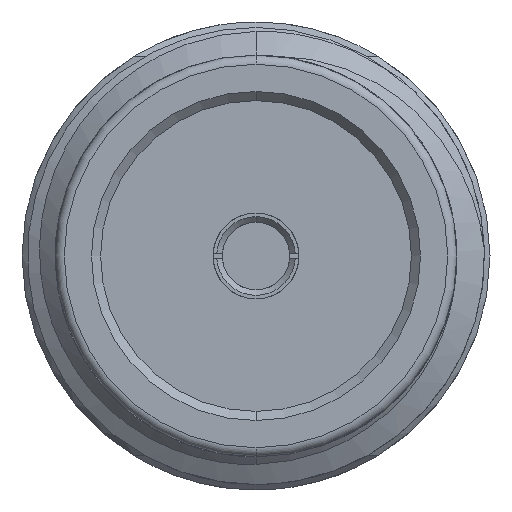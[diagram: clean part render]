
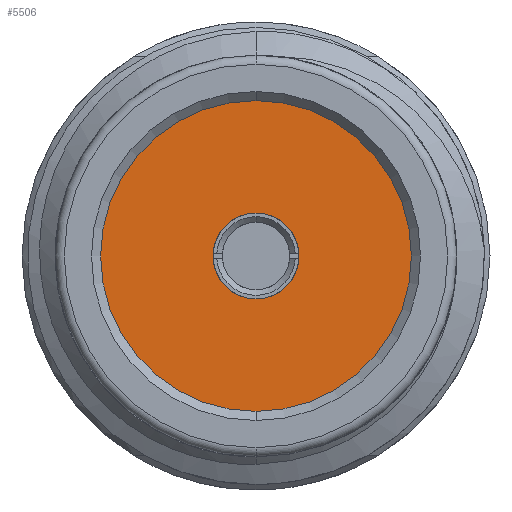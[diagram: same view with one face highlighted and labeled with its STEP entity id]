
A CAD part, left-side view. The second image highlights one B-rep face of the part: STEP entity #5506.
In plain terms, the highlighted planar face has unit normal (-1, 0, 0).
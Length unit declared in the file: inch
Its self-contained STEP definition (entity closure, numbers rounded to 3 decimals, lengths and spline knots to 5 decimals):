
#20 = EDGE_CURVE ( 'NONE', #3692, #4517, #1119, .T. ) ;
#143 = DIRECTION ( 'NONE',  ( 0., 0., 1. ) ) ;
#346 = CARTESIAN_POINT ( 'NONE',  ( 0.1065, 0., -0.085 ) ) ;
#387 = DIRECTION ( 'NONE',  ( -1., 0., 0. ) ) ;
#511 = DIRECTION ( 'NONE',  ( 0., 0., 1. ) ) ;
#678 = VERTEX_POINT ( 'NONE', #5649 ) ;
#914 = DIRECTION ( 'NONE',  ( -1., 0., 0. ) ) ;
#1119 = CIRCLE ( 'NONE', #5813, 0.085 ) ;
#1338 = ORIENTED_EDGE ( 'NONE', *, *, #6505, .T. ) ;
#1365 = CARTESIAN_POINT ( 'NONE',  ( 0.1065, 0., 0. ) ) ;
#1516 = ORIENTED_EDGE ( 'NONE', *, *, #3678, .F. ) ;
#1589 = FACE_BOUND ( 'NONE', #7719, .T. ) ;
#1616 = CIRCLE ( 'NONE', #5366, 0.085 ) ;
#1655 = CARTESIAN_POINT ( 'NONE',  ( 0.1065, 0., 0. ) ) ;
#1865 = CARTESIAN_POINT ( 'NONE',  ( 0.1065, 0., -0.0235 ) ) ;
#2312 = CIRCLE ( 'NONE', #7016, 0.0235 ) ;
#2708 = AXIS2_PLACEMENT_3D ( 'NONE', #3698, #8149, #511 ) ;
#2722 = DIRECTION ( 'NONE',  ( 0., 1., 0. ) ) ;
#2979 = CIRCLE ( 'NONE', #2708, 0.0235 ) ;
#3293 = DIRECTION ( 'NONE',  ( -1., 0., 0. ) ) ;
#3531 = DIRECTION ( 'NONE',  ( 0., 0., 1. ) ) ;
#3678 = EDGE_CURVE ( 'NONE', #3742, #678, #2312, .T. ) ;
#3692 = VERTEX_POINT ( 'NONE', #346 ) ;
#3698 = CARTESIAN_POINT ( 'NONE',  ( 0.1065, 0., 0. ) ) ;
#3742 = VERTEX_POINT ( 'NONE', #1865 ) ;
#3756 = ORIENTED_EDGE ( 'NONE', *, *, #4880, .F. ) ;
#4103 = FACE_OUTER_BOUND ( 'NONE', #5557, .T. ) ;
#4395 = ORIENTED_EDGE ( 'NONE', *, *, #20, .T. ) ;
#4517 = VERTEX_POINT ( 'NONE', #5315 ) ;
#4880 = EDGE_CURVE ( 'NONE', #678, #3742, #2979, .T. ) ;
#5315 = CARTESIAN_POINT ( 'NONE',  ( 0.1065, 0., 0.085 ) ) ;
#5366 = AXIS2_PLACEMENT_3D ( 'NONE', #6641, #6599, #7887 ) ;
#5408 = CARTESIAN_POINT ( 'NONE',  ( 0.1065, 0., 0. ) ) ;
#5506 = ADVANCED_FACE ( 'NONE', ( #4103, #1589 ), #6633, .T. ) ;
#5557 = EDGE_LOOP ( 'NONE', ( #1338, #4395 ) ) ;
#5649 = CARTESIAN_POINT ( 'NONE',  ( 0.1065, 0., 0.0235 ) ) ;
#5813 = AXIS2_PLACEMENT_3D ( 'NONE', #1365, #3293, #143 ) ;
#5912 = AXIS2_PLACEMENT_3D ( 'NONE', #5408, #914, #2722 ) ;
#6505 = EDGE_CURVE ( 'NONE', #4517, #3692, #1616, .T. ) ;
#6599 = DIRECTION ( 'NONE',  ( -1., 0., 0. ) ) ;
#6633 = PLANE ( 'NONE',  #5912 ) ;
#6641 = CARTESIAN_POINT ( 'NONE',  ( 0.1065, 0., 0. ) ) ;
#7016 = AXIS2_PLACEMENT_3D ( 'NONE', #1655, #387, #3531 ) ;
#7719 = EDGE_LOOP ( 'NONE', ( #3756, #1516 ) ) ;
#7887 = DIRECTION ( 'NONE',  ( 0., 0., 1. ) ) ;
#8149 = DIRECTION ( 'NONE',  ( -1., 0., 0. ) ) ;
